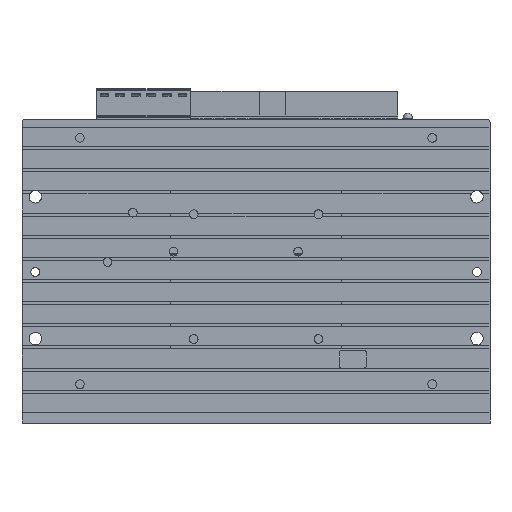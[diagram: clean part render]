
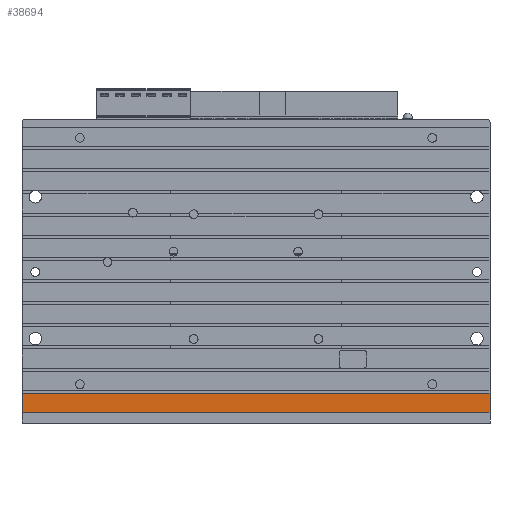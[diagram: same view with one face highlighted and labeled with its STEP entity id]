
A CAD part, front view. The second image highlights one B-rep face of the part: STEP entity #38694.
In plain terms, the highlighted planar face has unit normal (0, -1, 0).
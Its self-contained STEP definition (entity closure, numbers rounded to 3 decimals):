
#6257=DIRECTION('',(0.,0.,-1.));
#6258=VECTOR('',#6257,6.1);
#6259=CARTESIAN_POINT('',(75.,1.5,-39.15));
#6260=LINE('',#6259,#6258);
#10709=DIRECTION('',(0.,0.,1.));
#10710=VECTOR('',#10709,6.1);
#10711=CARTESIAN_POINT('',(-75.,1.5,-45.25));
#10712=LINE('',#10711,#10710);
#10713=DIRECTION('',(-1.,0.,0.));
#10714=VECTOR('',#10713,150.);
#10715=CARTESIAN_POINT('',(75.,1.5,-45.25));
#10716=LINE('',#10715,#10714);
#10725=DIRECTION('',(-1.,0.,0.));
#10726=VECTOR('',#10725,150.);
#10727=CARTESIAN_POINT('',(75.,1.5,-39.15));
#10728=LINE('',#10727,#10726);
#12949=CARTESIAN_POINT('',(-75.,1.5,-39.15));
#12950=VERTEX_POINT('',#12949);
#12951=CARTESIAN_POINT('',(-75.,1.5,-45.25));
#12952=VERTEX_POINT('',#12951);
#13127=CARTESIAN_POINT('',(75.,1.5,-45.25));
#13128=VERTEX_POINT('',#13127);
#13129=CARTESIAN_POINT('',(75.,1.5,-39.15));
#13130=VERTEX_POINT('',#13129);
#38682=CARTESIAN_POINT('',(0.,1.5,-42.2));
#38683=DIRECTION('',(0.,1.,0.));
#38684=DIRECTION('',(0.,0.,-1.));
#38685=AXIS2_PLACEMENT_3D('',#38682,#38683,#38684);
#38686=PLANE('',#38685);
#38687=ORIENTED_EDGE('',*,*,#29056,.T.);
#38689=ORIENTED_EDGE('',*,*,#38688,.F.);
#38690=ORIENTED_EDGE('',*,*,#29593,.T.);
#38691=ORIENTED_EDGE('',*,*,#38668,.T.);
#38692=EDGE_LOOP('',(#38687,#38689,#38690,#38691));
#38693=FACE_OUTER_BOUND('',#38692,.F.);
#38694=ADVANCED_FACE('',(#38693),#38686,.F.);
#29056=EDGE_CURVE('',#12952,#12950,#10712,.T.);
#29593=EDGE_CURVE('',#13130,#13128,#6260,.T.);
#38668=EDGE_CURVE('',#13128,#12952,#10716,.T.);
#38688=EDGE_CURVE('',#13130,#12950,#10728,.T.);
